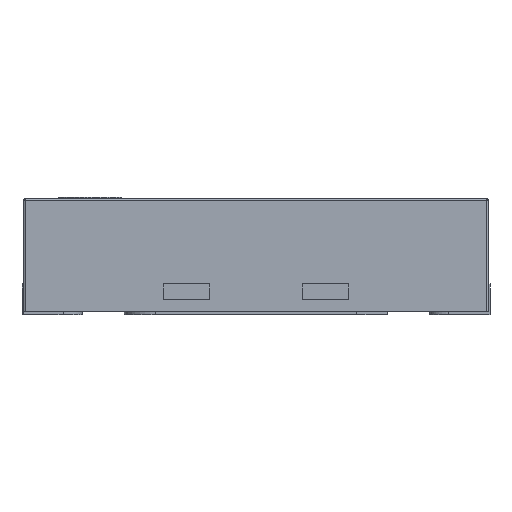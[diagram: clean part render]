
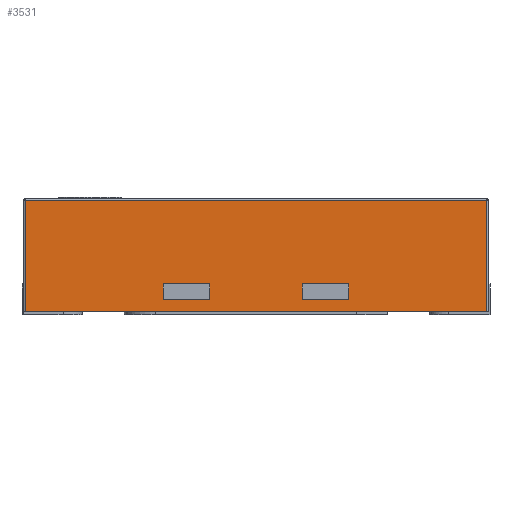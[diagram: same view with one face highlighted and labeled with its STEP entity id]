
A CAD part, left-side view. The second image highlights one B-rep face of the part: STEP entity #3531.
In plain terms, the highlighted planar face has unit normal (-1, 0, 0).
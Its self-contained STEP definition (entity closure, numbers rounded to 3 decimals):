
#296 = LINE ( 'NONE', #13428, #10259 ) ;
#357 = CARTESIAN_POINT ( 'NONE',  ( -2., 1.49, -0.01 ) ) ;
#399 = DIRECTION ( 'NONE',  ( 0., 0., 1. ) ) ;
#491 = VERTEX_POINT ( 'NONE', #12737 ) ;
#551 = VECTOR ( 'NONE', #5597, 1000. ) ;
#1702 = LINE ( 'NONE', #8100, #17249 ) ;
#1899 = VECTOR ( 'NONE', #12571, 1000. ) ;
#1917 = ORIENTED_EDGE ( 'NONE', *, *, #2162, .T. ) ;
#2030 = EDGE_CURVE ( 'NONE', #19880, #14768, #1702, .T. ) ;
#2053 = DIRECTION ( 'NONE',  ( 0., 0., -1. ) ) ;
#2162 = EDGE_CURVE ( 'NONE', #2412, #491, #296, .T. ) ;
#2244 = DIRECTION ( 'NONE',  ( 0., -1., 0. ) ) ;
#2351 = EDGE_CURVE ( 'NONE', #20644, #17336, #20030, .T. ) ;
#2406 = CARTESIAN_POINT ( 'NONE',  ( -2., -0.3, -0.55 ) ) ;
#2412 = VERTEX_POINT ( 'NONE', #11187 ) ;
#2792 = CARTESIAN_POINT ( 'NONE',  ( -2., 0.6, -0.65 ) ) ;
#2862 = VECTOR ( 'NONE', #8435, 1000. ) ;
#2968 = PLANE ( 'NONE',  #20754 ) ;
#3531 = ADVANCED_FACE ( 'NONE', ( #4635, #13811, #17420 ), #2968, .T. ) ;
#4001 = LINE ( 'NONE', #18594, #551 ) ;
#4008 = ORIENTED_EDGE ( 'NONE', *, *, #15817, .T. ) ;
#4498 = CARTESIAN_POINT ( 'NONE',  ( -2., 0.3, -0.65 ) ) ;
#4635 = FACE_BOUND ( 'NONE', #15329, .T. ) ;
#4950 = VERTEX_POINT ( 'NONE', #15102 ) ;
#5163 = EDGE_CURVE ( 'NONE', #17336, #10496, #16770, .T. ) ;
#5326 = ORIENTED_EDGE ( 'NONE', *, *, #2030, .T. ) ;
#5527 = CARTESIAN_POINT ( 'NONE',  ( -2., 1.49, -0.73 ) ) ;
#5597 = DIRECTION ( 'NONE',  ( 0., 1., 0. ) ) ;
#5907 = DIRECTION ( 'NONE',  ( 0., -1., 0. ) ) ;
#6071 = VECTOR ( 'NONE', #2053, 1000. ) ;
#6369 = LINE ( 'NONE', #12466, #11207 ) ;
#6388 = CARTESIAN_POINT ( 'NONE',  ( -2., -1.49, -0.01 ) ) ;
#6571 = ORIENTED_EDGE ( 'NONE', *, *, #19523, .T. ) ;
#7789 = DIRECTION ( 'NONE',  ( -1., 0., 0. ) ) ;
#7993 = EDGE_CURVE ( 'NONE', #12093, #19880, #8921, .T. ) ;
#8100 = CARTESIAN_POINT ( 'NONE',  ( -2., -0.6, -0.55 ) ) ;
#8124 = ORIENTED_EDGE ( 'NONE', *, *, #20361, .T. ) ;
#8249 = VECTOR ( 'NONE', #2244, 1000. ) ;
#8435 = DIRECTION ( 'NONE',  ( 0., 0., -1. ) ) ;
#8542 = VECTOR ( 'NONE', #9505, 1000. ) ;
#8921 = LINE ( 'NONE', #2406, #9577 ) ;
#9505 = DIRECTION ( 'NONE',  ( 0., 0., 1. ) ) ;
#9577 = VECTOR ( 'NONE', #13679, 1000. ) ;
#9603 = EDGE_CURVE ( 'NONE', #11995, #2412, #15522, .T. ) ;
#10259 = VECTOR ( 'NONE', #399, 1000. ) ;
#10496 = VERTEX_POINT ( 'NONE', #14872 ) ;
#10758 = ORIENTED_EDGE ( 'NONE', *, *, #9603, .T. ) ;
#11177 = EDGE_CURVE ( 'NONE', #10496, #18826, #17157, .T. ) ;
#11187 = CARTESIAN_POINT ( 'NONE',  ( -2., 0.6, -0.65 ) ) ;
#11207 = VECTOR ( 'NONE', #12366, 1000. ) ;
#11419 = VECTOR ( 'NONE', #16326, 1000. ) ;
#11773 = ORIENTED_EDGE ( 'NONE', *, *, #13523, .T. ) ;
#11995 = VERTEX_POINT ( 'NONE', #4498 ) ;
#12051 = DIRECTION ( 'NONE',  ( 0., 0., -1. ) ) ;
#12093 = VERTEX_POINT ( 'NONE', #17821 ) ;
#12263 = VECTOR ( 'NONE', #12051, 1000. ) ;
#12366 = DIRECTION ( 'NONE',  ( 0., -1., 0. ) ) ;
#12428 = CARTESIAN_POINT ( 'NONE',  ( -2., 1.5, -0.73 ) ) ;
#12466 = CARTESIAN_POINT ( 'NONE',  ( -2., 0.6, -0.55 ) ) ;
#12571 = DIRECTION ( 'NONE',  ( 0., 1., 0. ) ) ;
#12737 = CARTESIAN_POINT ( 'NONE',  ( -2., 0.6, -0.55 ) ) ;
#13428 = CARTESIAN_POINT ( 'NONE',  ( -2., 0.6, -0.55 ) ) ;
#13523 = EDGE_CURVE ( 'NONE', #14768, #16470, #16458, .T. ) ;
#13679 = DIRECTION ( 'NONE',  ( 0., 0., 1. ) ) ;
#13811 = FACE_BOUND ( 'NONE', #18031, .T. ) ;
#14336 = LINE ( 'NONE', #18178, #11419 ) ;
#14546 = CARTESIAN_POINT ( 'NONE',  ( -2., -0.6, -0.55 ) ) ;
#14768 = VERTEX_POINT ( 'NONE', #14546 ) ;
#14872 = CARTESIAN_POINT ( 'NONE',  ( -2., -1.49, -0.73 ) ) ;
#15097 = CARTESIAN_POINT ( 'NONE',  ( -2., -0.6, -0.55 ) ) ;
#15102 = CARTESIAN_POINT ( 'NONE',  ( -2., 0.3, -0.55 ) ) ;
#15329 = EDGE_LOOP ( 'NONE', ( #1917, #6571, #8124, #10758 ) ) ;
#15522 = LINE ( 'NONE', #2792, #1899 ) ;
#15692 = ORIENTED_EDGE ( 'NONE', *, *, #20713, .T. ) ;
#15817 = EDGE_CURVE ( 'NONE', #18826, #20644, #14336, .T. ) ;
#16203 = DIRECTION ( 'NONE',  ( 0., -1., 0. ) ) ;
#16209 = CARTESIAN_POINT ( 'NONE',  ( -2., -0.3, -0.55 ) ) ;
#16286 = ORIENTED_EDGE ( 'NONE', *, *, #11177, .T. ) ;
#16326 = DIRECTION ( 'NONE',  ( 0., 1., 0. ) ) ;
#16438 = EDGE_LOOP ( 'NONE', ( #4008, #20672, #20576, #16286 ) ) ;
#16458 = LINE ( 'NONE', #15097, #6071 ) ;
#16470 = VERTEX_POINT ( 'NONE', #20756 ) ;
#16651 = CARTESIAN_POINT ( 'NONE',  ( -2., 1.5, -0.73 ) ) ;
#16770 = LINE ( 'NONE', #16651, #8249 ) ;
#17157 = LINE ( 'NONE', #17565, #8542 ) ;
#17249 = VECTOR ( 'NONE', #16203, 1000. ) ;
#17336 = VERTEX_POINT ( 'NONE', #19896 ) ;
#17420 = FACE_OUTER_BOUND ( 'NONE', #16438, .T. ) ;
#17565 = CARTESIAN_POINT ( 'NONE',  ( -2., -1.49, -0.73 ) ) ;
#17821 = CARTESIAN_POINT ( 'NONE',  ( -2., -0.3, -0.65 ) ) ;
#17881 = CARTESIAN_POINT ( 'NONE',  ( -2., 0.3, -0.55 ) ) ;
#17983 = LINE ( 'NONE', #17881, #2862 ) ;
#18031 = EDGE_LOOP ( 'NONE', ( #11773, #15692, #19637, #5326 ) ) ;
#18178 = CARTESIAN_POINT ( 'NONE',  ( -2., 1.5, -0.01 ) ) ;
#18594 = CARTESIAN_POINT ( 'NONE',  ( -2., -0.6, -0.65 ) ) ;
#18826 = VERTEX_POINT ( 'NONE', #6388 ) ;
#19523 = EDGE_CURVE ( 'NONE', #491, #4950, #6369, .T. ) ;
#19637 = ORIENTED_EDGE ( 'NONE', *, *, #7993, .T. ) ;
#19880 = VERTEX_POINT ( 'NONE', #16209 ) ;
#19896 = CARTESIAN_POINT ( 'NONE',  ( -2., 1.49, -0.73 ) ) ;
#20030 = LINE ( 'NONE', #5527, #12263 ) ;
#20361 = EDGE_CURVE ( 'NONE', #4950, #11995, #17983, .T. ) ;
#20576 = ORIENTED_EDGE ( 'NONE', *, *, #5163, .T. ) ;
#20644 = VERTEX_POINT ( 'NONE', #357 ) ;
#20672 = ORIENTED_EDGE ( 'NONE', *, *, #2351, .T. ) ;
#20713 = EDGE_CURVE ( 'NONE', #16470, #12093, #4001, .T. ) ;
#20754 = AXIS2_PLACEMENT_3D ( 'NONE', #12428, #7789, #5907 ) ;
#20756 = CARTESIAN_POINT ( 'NONE',  ( -2., -0.6, -0.65 ) ) ;
